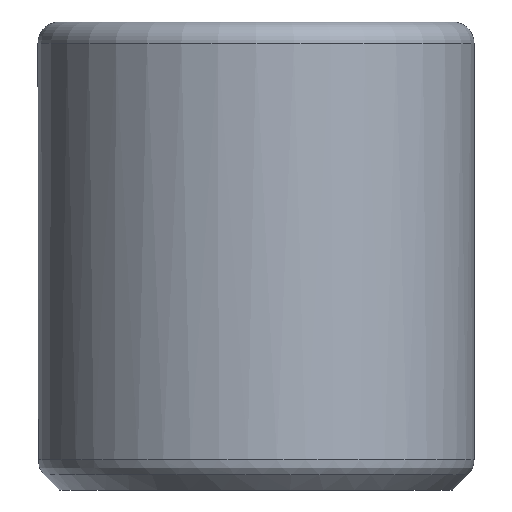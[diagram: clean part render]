
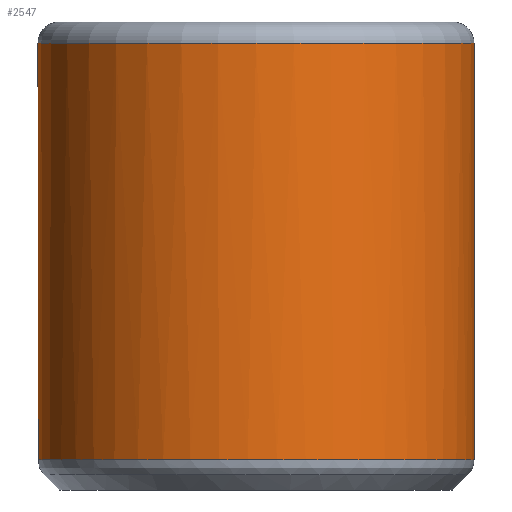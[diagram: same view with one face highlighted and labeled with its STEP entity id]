
A CAD part, front view. The second image highlights one B-rep face of the part: STEP entity #2547.
In plain terms, the highlighted cylindrical face has radius 10.25 mm (diameter 20.5 mm), a full revolution.
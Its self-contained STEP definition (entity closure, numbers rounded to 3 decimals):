
#648 = ( BOUNDED_SURFACE() B_SPLINE_SURFACE(2,14,(
    (#649,#650,#651,#652,#653,#654,#655,#656,#657,#658,#659,#660,#661
      ,#662,#663)
    ,(#664,#665,#666,#667,#668,#669,#670,#671,#672,#673,#674,#675,#676
      ,#677,#678)
    ,(#679,#680,#681,#682,#683,#684,#685,#686,#687,#688,#689,#690,#691
      ,#692,#693
)),.UNSPECIFIED.,.F.,.T.,.F.) B_SPLINE_SURFACE_WITH_KNOTS((3,3),(15,15),
  (0.,64.403),(0.,64.403),
.PIECEWISE_BEZIER_KNOTS.) GEOMETRIC_REPRESENTATION_ITEM() 
RATIONAL_B_SPLINE_SURFACE((
    (1.,1.,1.,1.,1.,1.
      ,1.,1.,1.,1.
      ,1.,1.,1.,1.,1.)
    ,(0.924,0.924,0.924,0.924
      ,0.924,0.924,0.924,0.924
      ,0.924,0.924,0.924,0.924
      ,0.924,0.924,0.924)
    ,(1.,1.,1.,1.,1.,1.
      ,1.,1.,1.,1.
      ,1.,1.,1.,1.,1.
))) REPRESENTATION_ITEM('') SURFACE() );
#649 = CARTESIAN_POINT('',(10.25,0.,1.414));
#650 = CARTESIAN_POINT('',(10.25,4.534,1.414
    ));
#651 = CARTESIAN_POINT('',(8.091,9.164,1.414)
  );
#652 = CARTESIAN_POINT('',(3.62,12.684,1.414
    ));
#653 = CARTESIAN_POINT('',(-2.477,13.841,
    1.414));
#654 = CARTESIAN_POINT('',(-8.793,11.55,1.414
    ));
#655 = CARTESIAN_POINT('',(-13.031,7.015,1.414)
  );
#656 = CARTESIAN_POINT('',(-15.711,0.,
    1.414));
#657 = CARTESIAN_POINT('',(-13.031,-7.015,
    1.414));
#658 = CARTESIAN_POINT('',(-8.793,-11.55,1.414
    ));
#659 = CARTESIAN_POINT('',(-2.477,-13.841,
    1.414));
#660 = CARTESIAN_POINT('',(3.62,-12.684,1.414)
  );
#661 = CARTESIAN_POINT('',(8.091,-9.164,1.414
    ));
#662 = CARTESIAN_POINT('',(10.25,-4.534,
    1.414));
#663 = CARTESIAN_POINT('',(10.25,0.,1.414));
#664 = CARTESIAN_POINT('',(10.25,0.,1.));
#665 = CARTESIAN_POINT('',(10.25,4.534,1.));
#666 = CARTESIAN_POINT('',(8.091,9.164,1.));
#667 = CARTESIAN_POINT('',(3.62,12.684,1.
    ));
#668 = CARTESIAN_POINT('',(-2.477,13.841,
    1.));
#669 = CARTESIAN_POINT('',(-8.793,11.55,1.)
  );
#670 = CARTESIAN_POINT('',(-13.031,7.015,1.
    ));
#671 = CARTESIAN_POINT('',(-15.711,0.,
    1.));
#672 = CARTESIAN_POINT('',(-13.031,-7.015,
    1.));
#673 = CARTESIAN_POINT('',(-8.793,-11.55,
    1.));
#674 = CARTESIAN_POINT('',(-2.477,-13.841,
    1.));
#675 = CARTESIAN_POINT('',(3.62,-12.684,1.));
#676 = CARTESIAN_POINT('',(8.091,-9.164,1.));
#677 = CARTESIAN_POINT('',(10.25,-4.534,1.));
#678 = CARTESIAN_POINT('',(10.25,0.,1.));
#679 = CARTESIAN_POINT('',(9.957,0.,0.707));
#680 = CARTESIAN_POINT('',(9.957,4.404,0.707)
  );
#681 = CARTESIAN_POINT('',(7.86,8.902,0.707)
  );
#682 = CARTESIAN_POINT('',(3.517,12.321,0.707)
  );
#683 = CARTESIAN_POINT('',(-2.406,13.445,
    0.707));
#684 = CARTESIAN_POINT('',(-8.542,11.22,
    0.707));
#685 = CARTESIAN_POINT('',(-12.658,6.815,0.707)
  );
#686 = CARTESIAN_POINT('',(-15.262,0.,
    0.707));
#687 = CARTESIAN_POINT('',(-12.658,-6.815,
    0.707));
#688 = CARTESIAN_POINT('',(-8.542,-11.22,
    0.707));
#689 = CARTESIAN_POINT('',(-2.406,-13.445,
    0.707));
#690 = CARTESIAN_POINT('',(3.517,-12.321,0.707
    ));
#691 = CARTESIAN_POINT('',(7.86,-8.902,0.707
    ));
#692 = CARTESIAN_POINT('',(9.957,-4.404,0.707
    ));
#693 = CARTESIAN_POINT('',(9.957,0.,
    0.707));
#2001 = VERTEX_POINT('',#2002);
#2002 = CARTESIAN_POINT('',(10.25,0.,1.414));
#2023 = EDGE_CURVE('',#2001,#2001,#2024,.T.);
#2024 = SURFACE_CURVE('',#2025,(#2041,#2048),.PCURVE_S1.);
#2025 = ( BOUNDED_CURVE() B_SPLINE_CURVE(14,(#2026,#2027,#2028,#2029,
    #2030,#2031,#2032,#2033,#2034,#2035,#2036,#2037,#2038,#2039,#2040),
.UNSPECIFIED.,.T.,.F.) B_SPLINE_CURVE_WITH_KNOTS((15,15),(
0.,64.403),.PIECEWISE_BEZIER_KNOTS.) CURVE() 
GEOMETRIC_REPRESENTATION_ITEM() RATIONAL_B_SPLINE_CURVE((1.,1.,
    1.,1.,1.,1.,
    1.,1.,1.,1.,
    1.,1.,1.,1.,1.)) 
REPRESENTATION_ITEM('') );
#2026 = CARTESIAN_POINT('',(10.25,0.,1.414));
#2027 = CARTESIAN_POINT('',(10.25,4.534,
    1.414));
#2028 = CARTESIAN_POINT('',(8.091,9.164,1.414
    ));
#2029 = CARTESIAN_POINT('',(3.62,12.684,
    1.414));
#2030 = CARTESIAN_POINT('',(-2.477,13.841,
    1.414));
#2031 = CARTESIAN_POINT('',(-8.793,11.55,
    1.414));
#2032 = CARTESIAN_POINT('',(-13.031,7.015,1.414
    ));
#2033 = CARTESIAN_POINT('',(-15.711,0.,
    1.414));
#2034 = CARTESIAN_POINT('',(-13.031,-7.015,
    1.414));
#2035 = CARTESIAN_POINT('',(-8.793,-11.55,
    1.414));
#2036 = CARTESIAN_POINT('',(-2.477,-13.841,
    1.414));
#2037 = CARTESIAN_POINT('',(3.62,-12.684,1.414
    ));
#2038 = CARTESIAN_POINT('',(8.091,-9.164,
    1.414));
#2039 = CARTESIAN_POINT('',(10.25,-4.534,
    1.414));
#2040 = CARTESIAN_POINT('',(10.25,0.,1.414));
#2041 = PCURVE('',#648,#2042);
#2042 = DEFINITIONAL_REPRESENTATION('',(#2043),#2047);
#2043 = LINE('',#2044,#2045);
#2044 = CARTESIAN_POINT('',(0.,0.));
#2045 = VECTOR('',#2046,1.);
#2046 = DIRECTION('',(0.,1.));
#2047 = ( GEOMETRIC_REPRESENTATION_CONTEXT(2) 
PARAMETRIC_REPRESENTATION_CONTEXT() REPRESENTATION_CONTEXT('2D SPACE',''
  ) );
#2048 = PCURVE('',#2049,#2054);
#2049 = CYLINDRICAL_SURFACE('',#2050,10.25);
#2050 = AXIS2_PLACEMENT_3D('',#2051,#2052,#2053);
#2051 = CARTESIAN_POINT('',(0.,0.,0.));
#2052 = DIRECTION('',(-0.,-0.,-1.));
#2053 = DIRECTION('',(1.,0.,0.));
#2054 = DEFINITIONAL_REPRESENTATION('',(#2055),#2076);
#2055 = B_SPLINE_CURVE_WITH_KNOTS('',10,(#2056,#2057,#2058,#2059,#2060,
    #2061,#2062,#2063,#2064,#2065,#2066,#2067,#2068,#2069,#2070,#2071,
    #2072,#2073,#2074,#2075),.UNSPECIFIED.,.F.,.F.,(11,9,11),(
    0.,32.201,64.403),.UNSPECIFIED.);
#2056 = CARTESIAN_POINT('',(0.,-1.414));
#2057 = CARTESIAN_POINT('',(-0.31,-1.414));
#2058 = CARTESIAN_POINT('',(-0.624,-1.414));
#2059 = CARTESIAN_POINT('',(-0.94,-1.414));
#2060 = CARTESIAN_POINT('',(-1.256,-1.414));
#2061 = CARTESIAN_POINT('',(-1.57,-1.414));
#2062 = CARTESIAN_POINT('',(-1.885,-1.414));
#2063 = CARTESIAN_POINT('',(-2.199,-1.414));
#2064 = CARTESIAN_POINT('',(-2.513,-1.414));
#2065 = CARTESIAN_POINT('',(-2.827,-1.414));
#2066 = CARTESIAN_POINT('',(-3.456,-1.414));
#2067 = CARTESIAN_POINT('',(-3.77,-1.414));
#2068 = CARTESIAN_POINT('',(-4.084,-1.414));
#2069 = CARTESIAN_POINT('',(-4.398,-1.414));
#2070 = CARTESIAN_POINT('',(-4.713,-1.414));
#2071 = CARTESIAN_POINT('',(-5.027,-1.414));
#2072 = CARTESIAN_POINT('',(-5.343,-1.414));
#2073 = CARTESIAN_POINT('',(-5.659,-1.414));
#2074 = CARTESIAN_POINT('',(-5.974,-1.414));
#2075 = CARTESIAN_POINT('',(-6.283,-1.414));
#2076 = ( GEOMETRIC_REPRESENTATION_CONTEXT(2) 
PARAMETRIC_REPRESENTATION_CONTEXT() REPRESENTATION_CONTEXT('2D SPACE',''
  ) );
#2547 = ADVANCED_FACE('',(#2548),#2049,.T.);
#2548 = FACE_BOUND('',#2549,.F.);
#2549 = EDGE_LOOP('',(#2550,#2573,#2600,#2601));
#2550 = ORIENTED_EDGE('',*,*,#2551,.T.);
#2551 = EDGE_CURVE('',#2001,#2552,#2554,.T.);
#2552 = VERTEX_POINT('',#2553);
#2553 = CARTESIAN_POINT('',(10.25,0.,21.));
#2554 = SEAM_CURVE('',#2555,(#2559,#2566),.PCURVE_S1.);
#2555 = LINE('',#2556,#2557);
#2556 = CARTESIAN_POINT('',(10.25,0.,0.));
#2557 = VECTOR('',#2558,1.);
#2558 = DIRECTION('',(0.,0.,1.));
#2559 = PCURVE('',#2049,#2560);
#2560 = DEFINITIONAL_REPRESENTATION('',(#2561),#2565);
#2561 = LINE('',#2562,#2563);
#2562 = CARTESIAN_POINT('',(-0.,0.));
#2563 = VECTOR('',#2564,1.);
#2564 = DIRECTION('',(-0.,-1.));
#2565 = ( GEOMETRIC_REPRESENTATION_CONTEXT(2) 
PARAMETRIC_REPRESENTATION_CONTEXT() REPRESENTATION_CONTEXT('2D SPACE',''
  ) );
#2566 = PCURVE('',#2049,#2567);
#2567 = DEFINITIONAL_REPRESENTATION('',(#2568),#2572);
#2568 = LINE('',#2569,#2570);
#2569 = CARTESIAN_POINT('',(-6.283,0.));
#2570 = VECTOR('',#2571,1.);
#2571 = DIRECTION('',(-0.,-1.));
#2572 = ( GEOMETRIC_REPRESENTATION_CONTEXT(2) 
PARAMETRIC_REPRESENTATION_CONTEXT() REPRESENTATION_CONTEXT('2D SPACE',''
  ) );
#2573 = ORIENTED_EDGE('',*,*,#2574,.T.);
#2574 = EDGE_CURVE('',#2552,#2552,#2575,.T.);
#2575 = SURFACE_CURVE('',#2576,(#2581,#2588),.PCURVE_S1.);
#2576 = CIRCLE('',#2577,10.25);
#2577 = AXIS2_PLACEMENT_3D('',#2578,#2579,#2580);
#2578 = CARTESIAN_POINT('',(0.,0.,21.));
#2579 = DIRECTION('',(0.,0.,1.));
#2580 = DIRECTION('',(1.,0.,-0.));
#2581 = PCURVE('',#2049,#2582);
#2582 = DEFINITIONAL_REPRESENTATION('',(#2583),#2587);
#2583 = LINE('',#2584,#2585);
#2584 = CARTESIAN_POINT('',(-0.,-21.));
#2585 = VECTOR('',#2586,1.);
#2586 = DIRECTION('',(-1.,0.));
#2587 = ( GEOMETRIC_REPRESENTATION_CONTEXT(2) 
PARAMETRIC_REPRESENTATION_CONTEXT() REPRESENTATION_CONTEXT('2D SPACE',''
  ) );
#2588 = PCURVE('',#2589,#2594);
#2589 = TOROIDAL_SURFACE('',#2590,9.25,1.);
#2590 = AXIS2_PLACEMENT_3D('',#2591,#2592,#2593);
#2591 = CARTESIAN_POINT('',(0.,0.,21.));
#2592 = DIRECTION('',(0.,0.,1.));
#2593 = DIRECTION('',(1.,0.,-0.));
#2594 = DEFINITIONAL_REPRESENTATION('',(#2595),#2599);
#2595 = LINE('',#2596,#2597);
#2596 = CARTESIAN_POINT('',(0.,0.));
#2597 = VECTOR('',#2598,1.);
#2598 = DIRECTION('',(1.,0.));
#2599 = ( GEOMETRIC_REPRESENTATION_CONTEXT(2) 
PARAMETRIC_REPRESENTATION_CONTEXT() REPRESENTATION_CONTEXT('2D SPACE',''
  ) );
#2600 = ORIENTED_EDGE('',*,*,#2551,.F.);
#2601 = ORIENTED_EDGE('',*,*,#2023,.F.);
